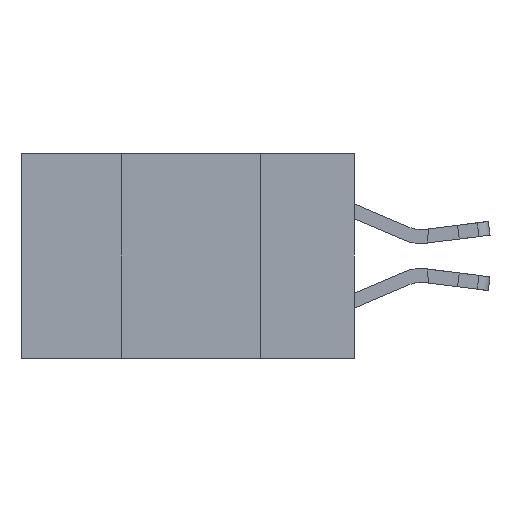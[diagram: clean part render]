
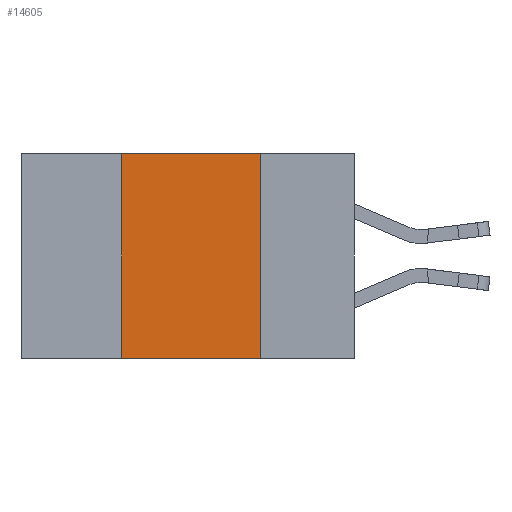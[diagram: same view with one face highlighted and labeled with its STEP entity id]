
A CAD part, left-side view. The second image highlights one B-rep face of the part: STEP entity #14605.
In plain terms, the highlighted planar face has unit normal (-1, 0, 0).
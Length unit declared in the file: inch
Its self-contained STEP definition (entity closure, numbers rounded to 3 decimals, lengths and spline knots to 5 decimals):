
#1053 = LINE ( 'NONE', #8971, #17684 ) ;
#1323 = VECTOR ( 'NONE', #1763, 39.37008 ) ;
#1371 = CARTESIAN_POINT ( 'NONE',  ( 0., 0.17, -0.37 ) ) ;
#1452 = VECTOR ( 'NONE', #10516, 39.37008 ) ;
#1702 = EDGE_CURVE ( 'NONE', #16914, #3407, #7334, .T. ) ;
#1763 = DIRECTION ( 'NONE',  ( 0., -1., 0. ) ) ;
#2200 = AXIS2_PLACEMENT_3D ( 'NONE', #14182, #17275, #3693 ) ;
#3407 = VERTEX_POINT ( 'NONE', #10896 ) ;
#3504 = EDGE_CURVE ( 'NONE', #5250, #15220, #1053, .T. ) ;
#3693 = DIRECTION ( 'NONE',  ( 0., 0., -1. ) ) ;
#4175 = CARTESIAN_POINT ( 'NONE',  ( 0., 0.42, 0. ) ) ;
#4714 = PLANE ( 'NONE',  #2200 ) ;
#5250 = VERTEX_POINT ( 'NONE', #18326 ) ;
#5351 = DIRECTION ( 'NONE',  ( 0., 0., 1. ) ) ;
#6297 = CARTESIAN_POINT ( 'NONE',  ( 0., 0.17, 0. ) ) ;
#7334 = LINE ( 'NONE', #1371, #1452 ) ;
#8971 = CARTESIAN_POINT ( 'NONE',  ( 0., 0.42, -0.37 ) ) ;
#9249 = EDGE_LOOP ( 'NONE', ( #20286, #18143, #11776, #14541 ) ) ;
#9671 = LINE ( 'NONE', #19357, #1323 ) ;
#10516 = DIRECTION ( 'NONE',  ( 0., 0., -1. ) ) ;
#10896 = CARTESIAN_POINT ( 'NONE',  ( 0., 0.17, -0.37 ) ) ;
#10995 = FACE_OUTER_BOUND ( 'NONE', #9249, .T. ) ;
#11776 = ORIENTED_EDGE ( 'NONE', *, *, #3504, .F. ) ;
#12031 = DIRECTION ( 'NONE',  ( 0., -1., 0. ) ) ;
#12124 = LINE ( 'NONE', #12224, #17269 ) ;
#12224 = CARTESIAN_POINT ( 'NONE',  ( 0., 0.6, 0. ) ) ;
#13074 = EDGE_CURVE ( 'NONE', #15220, #16914, #12124, .T. ) ;
#14182 = CARTESIAN_POINT ( 'NONE',  ( 0., 0.6, 0. ) ) ;
#14541 = ORIENTED_EDGE ( 'NONE', *, *, #18786, .T. ) ;
#14605 = ADVANCED_FACE ( 'NONE', ( #10995 ), #4714, .F. ) ;
#15220 = VERTEX_POINT ( 'NONE', #4175 ) ;
#16914 = VERTEX_POINT ( 'NONE', #6297 ) ;
#17269 = VECTOR ( 'NONE', #12031, 39.37008 ) ;
#17275 = DIRECTION ( 'NONE',  ( 1., 0., 0. ) ) ;
#17684 = VECTOR ( 'NONE', #5351, 39.37008 ) ;
#18143 = ORIENTED_EDGE ( 'NONE', *, *, #13074, .F. ) ;
#18326 = CARTESIAN_POINT ( 'NONE',  ( 0., 0.42, -0.37 ) ) ;
#18786 = EDGE_CURVE ( 'NONE', #5250, #3407, #9671, .T. ) ;
#19357 = CARTESIAN_POINT ( 'NONE',  ( 0., 0.6, -0.37 ) ) ;
#20286 = ORIENTED_EDGE ( 'NONE', *, *, #1702, .F. ) ;
